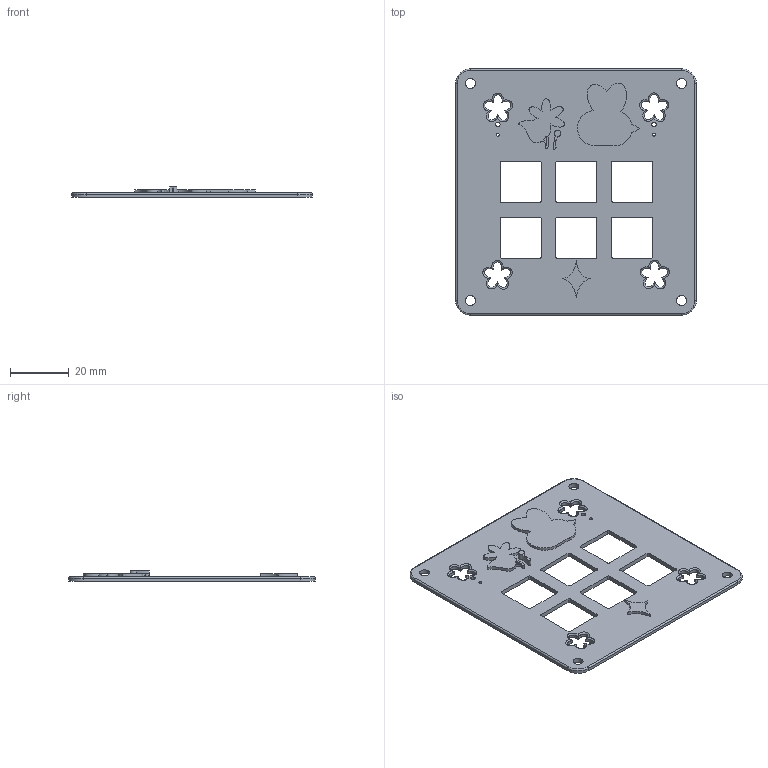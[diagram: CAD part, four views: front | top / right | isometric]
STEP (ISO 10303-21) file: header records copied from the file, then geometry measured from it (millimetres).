
FILE_DESCRIPTION(/* description */ (''),/* implementation_level */ '2;1');
FILE_NAME(/* name */ 'TOP.step',/* time_stamp */ '2025-07-09T13:16:30-04:00',/* author */ (''),/* organization */ (''),/* preprocessor_version */ 'ST-DEVELOPER v20.1',/* originating_system */ 'Autodesk Translation Framework v14.10.0.0',/* authorisation */ '');
FILE_SCHEMA (('AUTOMOTIVE_DESIGN { 1 0 10303 214 3 1 1 }'));
Length unit declared in the file: millimetre
Products named in the file (1): Flower Pad Case Top
Bounding box: 82 x 84 x 3.5 mm (x, y, z)
Volume: 8633.7 mm3; surface area: 12316.9 mm2
Topology: 1 solids, 1 shells, 147 faces, 392 edges, 252 vertices
Faces by surface type: bspline 59, cylinder 44, plane 40, torus 4
Full cylindrical faces by diameter (mm): 1 x2, 1.5 x2, 3.4 x4
Entity records: 9378 total; most frequent: CARTESIAN_POINT 5792, ORIENTED_EDGE 784, DIRECTION 660, EDGE_CURVE 392, VERTEX_POINT 252, AXIS2_PLACEMENT_3D 239, EDGE_LOOP 188, LINE 182
